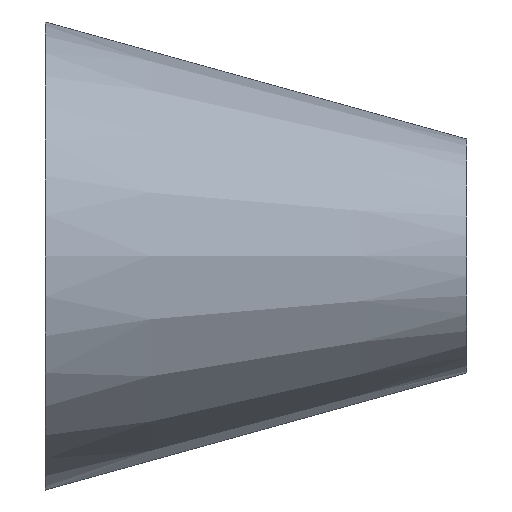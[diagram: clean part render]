
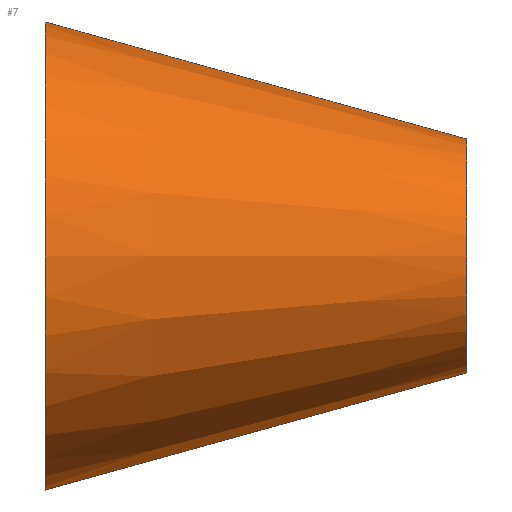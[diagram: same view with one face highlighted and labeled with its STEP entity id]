
A CAD part, front view. The second image highlights one B-rep face of the part: STEP entity #7.
In plain terms, the highlighted conical face has half-angle 15.524 degrees and reference radius 5 mm.
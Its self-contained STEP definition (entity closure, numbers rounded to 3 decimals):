
#3 = AXIS2_PLACEMENT_3D ( 'NONE', #72, #17, #225 ) ;
#7 = ADVANCED_FACE ( 'NONE', ( #152 ), #42, .T. ) ;
#15 = ORIENTED_EDGE ( 'NONE', *, *, #207, .F. ) ;
#17 = DIRECTION ( 'NONE',  ( 1., 0., 0. ) ) ;
#19 = DIRECTION ( 'NONE',  ( -1., 0., 0. ) ) ;
#20 = CARTESIAN_POINT ( 'NONE',  ( 18., 0., -5. ) ) ;
#28 = ORIENTED_EDGE ( 'NONE', *, *, #80, .F. ) ;
#30 = ORIENTED_EDGE ( 'NONE', *, *, #246, .T. ) ;
#33 = DIRECTION ( 'NONE',  ( -0.964, 0., -0.268 ) ) ;
#37 = CARTESIAN_POINT ( 'NONE',  ( 18., 0., 5. ) ) ;
#42 = CONICAL_SURFACE ( 'NONE', #228, 5., 0.271 ) ;
#50 = VERTEX_POINT ( 'NONE', #245 ) ;
#56 = LINE ( 'NONE', #185, #111 ) ;
#70 = VERTEX_POINT ( 'NONE', #37 ) ;
#72 = CARTESIAN_POINT ( 'NONE',  ( 18., 0., 0. ) ) ;
#80 = EDGE_CURVE ( 'NONE', #70, #178, #112, .T. ) ;
#89 = VERTEX_POINT ( 'NONE', #126 ) ;
#91 = DIRECTION ( 'NONE',  ( -0.964, 0., 0.268 ) ) ;
#95 = LINE ( 'NONE', #155, #217 ) ;
#111 = VECTOR ( 'NONE', #91, 1000. ) ;
#112 = CIRCLE ( 'NONE', #3, 5. ) ;
#117 = CARTESIAN_POINT ( 'NONE',  ( 18., 0., 0. ) ) ;
#118 = AXIS2_PLACEMENT_3D ( 'NONE', #180, #137, #214 ) ;
#126 = CARTESIAN_POINT ( 'NONE',  ( 0., 0., 10. ) ) ;
#137 = DIRECTION ( 'NONE',  ( 1., 0., 0. ) ) ;
#140 = ORIENTED_EDGE ( 'NONE', *, *, #211, .T. ) ;
#152 = FACE_OUTER_BOUND ( 'NONE', #243, .T. ) ;
#155 = CARTESIAN_POINT ( 'NONE',  ( 18., 0., -5. ) ) ;
#178 = VERTEX_POINT ( 'NONE', #20 ) ;
#180 = CARTESIAN_POINT ( 'NONE',  ( 0., 0., 0. ) ) ;
#185 = CARTESIAN_POINT ( 'NONE',  ( 18., 0., 5. ) ) ;
#203 = DIRECTION ( 'NONE',  ( 0., 0., 1. ) ) ;
#207 = EDGE_CURVE ( 'NONE', #178, #50, #95, .T. ) ;
#211 = EDGE_CURVE ( 'NONE', #70, #89, #56, .T. ) ;
#214 = DIRECTION ( 'NONE',  ( 0., 0., -1. ) ) ;
#217 = VECTOR ( 'NONE', #33, 1000. ) ;
#225 = DIRECTION ( 'NONE',  ( 0., 0., -1. ) ) ;
#227 = CIRCLE ( 'NONE', #118, 10. ) ;
#228 = AXIS2_PLACEMENT_3D ( 'NONE', #117, #19, #203 ) ;
#243 = EDGE_LOOP ( 'NONE', ( #15, #28, #140, #30 ) ) ;
#245 = CARTESIAN_POINT ( 'NONE',  ( 0., 0., -10. ) ) ;
#246 = EDGE_CURVE ( 'NONE', #89, #50, #227, .T. ) ;
